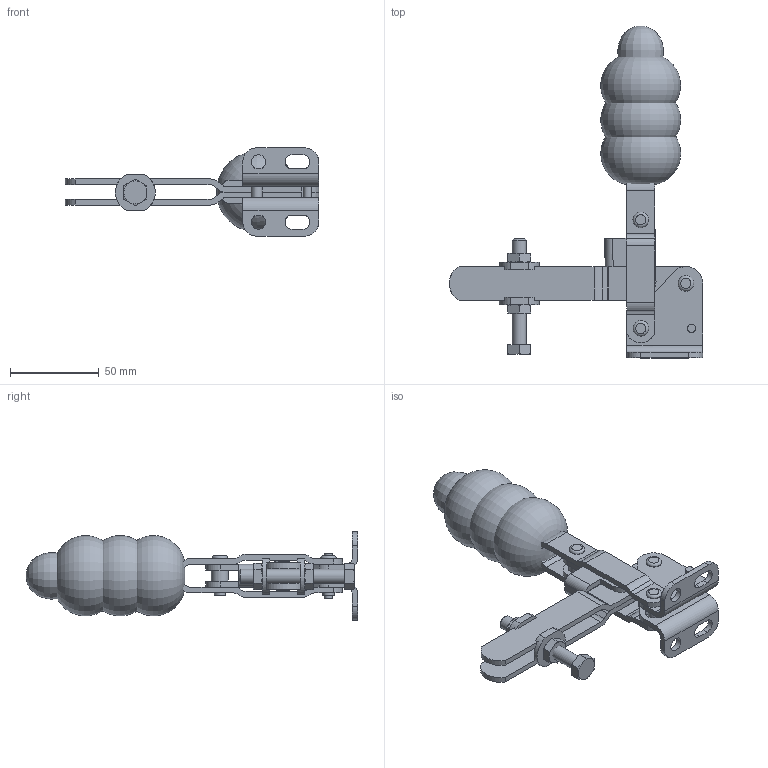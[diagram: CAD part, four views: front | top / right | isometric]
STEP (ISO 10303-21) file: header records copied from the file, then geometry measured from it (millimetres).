
FILE_DESCRIPTION(/* description */ ('Alibre Inc.'),/* implementation_level */ '2;1');
FILE_NAME(/* name */ 'export0',/* time_stamp */ '2012-02-17T12:02:49+01:00',/* author */ (''),/* organization */ (''),/* preprocessor_version */ 'ST-DEVELOPER v12',/* originating_system */ 'Alibre',/* authorisation */ '');
FILE_SCHEMA (('CONFIG_CONTROL_DESIGN'));
Length unit declared in the file: millimetre
Products named in the file (1): ID_1
Bounding box: 143.05 x 187.35 x 49.85 mm (x, y, z)
Volume: 182419.3 mm3; surface area: 75295.2 mm2
Topology: 21 solids, 21 shells, 279 faces, 698 edges, 456 vertices
Faces by surface type: plane 141, cylinder 109, cone 21, torus 7, revolution 1
Full cylindrical faces by diameter (mm): 4.76 x2, 4.763 x1, 6.31 x4, 6.375 x8, 6.425 x3, 6.8 x2, 8 x1, 8.05 x2, 8.3 x2, 8.8 x4, 9.51 x4, 9.55 x2, 9.585 x2, 9.71 x3, 20 x1
Entity records: 7673 total; most frequent: CARTESIAN_POINT 1397, ORIENTED_EDGE 1254, DIRECTION 1154, EDGE_CURVE 627, AXIS2_PLACEMENT_3D 490, VERTEX_POINT 435, EDGE_LOOP 392, FACE_BOUND 392
